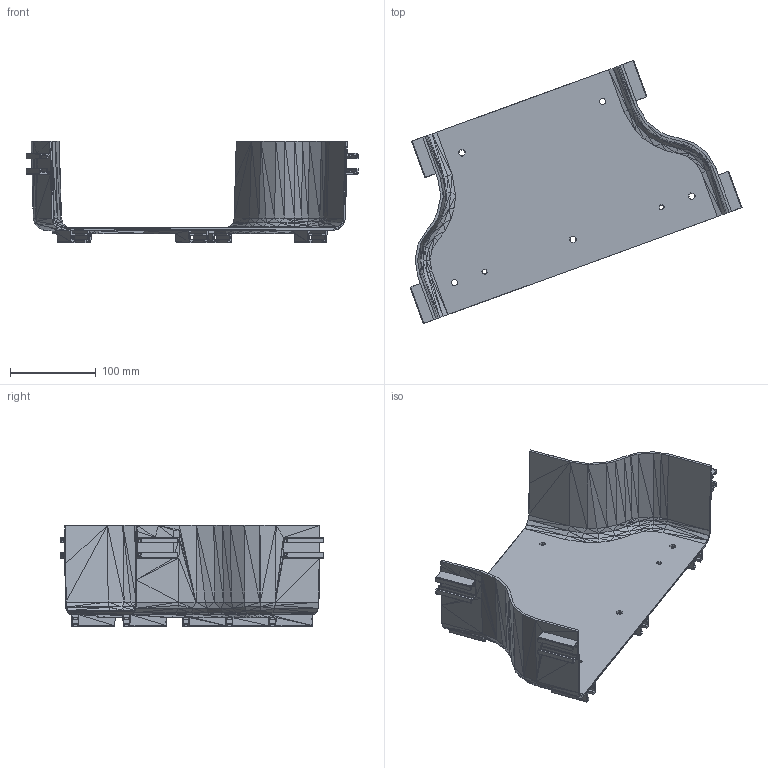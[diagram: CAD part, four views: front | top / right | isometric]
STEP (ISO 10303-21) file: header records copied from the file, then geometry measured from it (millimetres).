
FILE_DESCRIPTION(('FreeCAD Model'),'2;1');
FILE_NAME('Open CASCADE Shape Model','2022-12-01T12:56:08',('Author'),( ''),'Open CASCADE STEP processor 7.6','FreeCAD','Unknown');
FILE_SCHEMA(('AUTOMOTIVE_DESIGN { 1 0 10303 214 1 1 1 1 }'));
Products named in the file (1): DS_240_36510__________________________________________________360_240_
reducer___________________001001 (Solid)
Bounding box: 387.51 x 307.09 x 118 mm (x, y, z)
Volume: 363542.8 mm3; surface area: 256892.9 mm2
Topology: 1 solids, 1 shells, 2150 faces, 3548 edges, 1400 vertices
Faces by surface type: plane 2150
Entity records: 91018 total; most frequent: DIRECTION 14946, CARTESIAN_POINT 14195, LINE 10644, VECTOR 10644, ORIENTED_EDGE 7096, PCURVE 7096, DEFINITIONAL_REPRESENTATION 7096, EDGE_CURVE 3548
